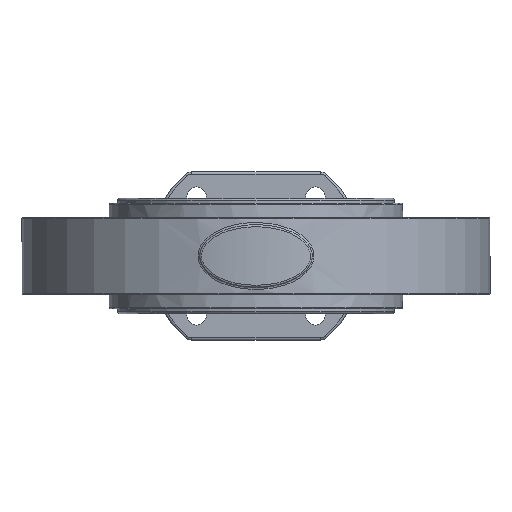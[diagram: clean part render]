
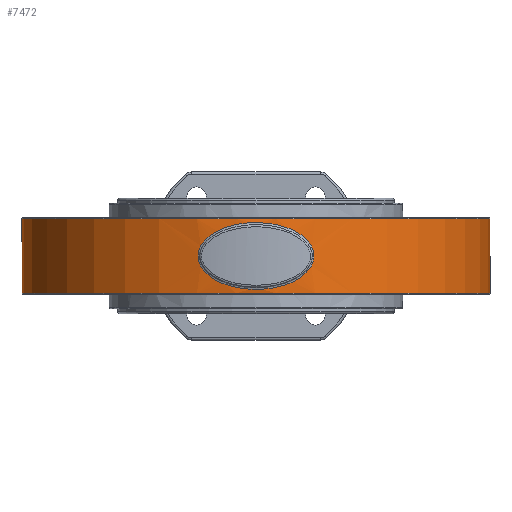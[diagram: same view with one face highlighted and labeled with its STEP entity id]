
A CAD part, front view. The second image highlights one B-rep face of the part: STEP entity #7472.
In plain terms, the highlighted cylindrical face has radius 97.5 mm (diameter 195 mm), a partial arc.
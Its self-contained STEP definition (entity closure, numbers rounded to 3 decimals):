
#141=FACE_BOUND('',#1905,.T.);
#203=CYLINDRICAL_SURFACE('',#8047,97.5);
#450=LINE('',#11741,#900);
#451=LINE('',#11744,#901);
#900=VECTOR('',#9028,10.);
#901=VECTOR('',#9031,10.);
#1463=FACE_OUTER_BOUND('',#1904,.T.);
#1904=EDGE_LOOP('',(#4889,#4890,#4891,#4892));
#1905=EDGE_LOOP('',(#4893,#4894));
#2404=CIRCLE('',#8048,97.5);
#2405=CIRCLE('',#8049,97.5);
#2856=B_SPLINE_CURVE_WITH_KNOTS('',3,(#11217,#11218,#11219,#11220),
 .UNSPECIFIED.,.F.,.F.,(4,4),(-6.138,-6.105),
 .UNSPECIFIED.);
#2862=B_SPLINE_CURVE_WITH_KNOTS('',3,(#11712,#11713,#11714,#11715,#11716,
#11717,#11718,#11719,#11720,#11721,#11722,#11723,#11724,#11725,#11726,#11727,
#11728,#11729,#11730,#11731,#11732,#11733,#11734,#11735),.UNSPECIFIED.,
 .F.,.F.,(4,1,1,1,1,1,1,1,1,1,1,1,1,1,1,1,1,1,1,1,1,4),(-6.105,
-5.667,-5.23,-4.356,-3.481,
-2.607,-2.024,-1.441,-0.858,
-0.275,0.016,0.308,0.599,
0.891,1.474,2.057,2.64,3.223,
4.389,5.263,5.7,6.138),
 .UNSPECIFIED.);
#3014=VERTEX_POINT('',#11210);
#3016=VERTEX_POINT('',#11216);
#3073=VERTEX_POINT('',#11737);
#3074=VERTEX_POINT('',#11738);
#3075=VERTEX_POINT('',#11740);
#3076=VERTEX_POINT('',#11742);
#3701=EDGE_CURVE('',#3014,#3016,#2856,.T.);
#3767=EDGE_CURVE('',#3016,#3014,#2862,.T.);
#3768=EDGE_CURVE('',#3073,#3074,#2404,.T.);
#3769=EDGE_CURVE('',#3075,#3073,#450,.T.);
#3770=EDGE_CURVE('',#3076,#3075,#2405,.T.);
#3771=EDGE_CURVE('',#3074,#3076,#451,.T.);
#4889=ORIENTED_EDGE('',*,*,#3768,.F.);
#4890=ORIENTED_EDGE('',*,*,#3769,.F.);
#4891=ORIENTED_EDGE('',*,*,#3770,.F.);
#4892=ORIENTED_EDGE('',*,*,#3771,.F.);
#4893=ORIENTED_EDGE('',*,*,#3767,.F.);
#4894=ORIENTED_EDGE('',*,*,#3701,.F.);
#7472=ADVANCED_FACE('',(#1463,#141),#203,.T.);
#8047=AXIS2_PLACEMENT_3D('',#11736,#9024,#9025);
#8048=AXIS2_PLACEMENT_3D('',#11739,#9026,#9027);
#8049=AXIS2_PLACEMENT_3D('',#11743,#9029,#9030);
#9024=DIRECTION('center_axis',(0.,0.,1.));
#9025=DIRECTION('ref_axis',(0.,-1.,0.));
#9026=DIRECTION('center_axis',(0.,0.,1.));
#9027=DIRECTION('ref_axis',(0.,-1.,0.));
#9028=DIRECTION('',(0.,0.,1.));
#9029=DIRECTION('center_axis',(0.,0.,-1.));
#9030=DIRECTION('ref_axis',(0.,-1.,0.));
#9031=DIRECTION('',(0.,0.,-1.));
#11210=CARTESIAN_POINT('',(24.109,-94.472,-0.327));
#11216=CARTESIAN_POINT('',(24.115,-94.471,0.003));
#11217=CARTESIAN_POINT('Ctrl Pts',(24.109,-94.472,-0.327));
#11218=CARTESIAN_POINT('Ctrl Pts',(24.113,-94.471,-0.217));
#11219=CARTESIAN_POINT('Ctrl Pts',(24.115,-94.471,-0.107));
#11220=CARTESIAN_POINT('Ctrl Pts',(24.115,-94.471,0.003));
#11712=CARTESIAN_POINT('Ctrl Pts',(24.115,-94.471,0.003));
#11713=CARTESIAN_POINT('Ctrl Pts',(24.115,-94.471,1.46));
#11714=CARTESIAN_POINT('Ctrl Pts',(23.289,-94.686,4.362));
#11715=CARTESIAN_POINT('Ctrl Pts',(19.482,-95.58,8.794));
#11716=CARTESIAN_POINT('Ctrl Pts',(13.006,-96.752,12.157));
#11717=CARTESIAN_POINT('Ctrl Pts',(4.463,-97.527,13.979));
#11718=CARTESIAN_POINT('Ctrl Pts',(-3.331,-97.536,
13.994));
#11719=CARTESIAN_POINT('Ctrl Pts',(-10.016,-97.039,12.835));
#11720=CARTESIAN_POINT('Ctrl Pts',(-15.487,-96.312,
10.927));
#11721=CARTESIAN_POINT('Ctrl Pts',(-20.4,-95.379,
7.926));
#11722=CARTESIAN_POINT('Ctrl Pts',(-23.495,-94.631,
4.053));
#11723=CARTESIAN_POINT('Ctrl Pts',(-24.294,-94.424,
0.164));
#11724=CARTESIAN_POINT('Ctrl Pts',(-23.817,-94.548,
-2.754));
#11725=CARTESIAN_POINT('Ctrl Pts',(-22.444,-94.887,-5.355));
#11726=CARTESIAN_POINT('Ctrl Pts',(-19.84,-95.479,
-8.218));
#11727=CARTESIAN_POINT('Ctrl Pts',(-15.777,-96.265,
-10.8));
#11728=CARTESIAN_POINT('Ctrl Pts',(-10.307,-97.008,
-12.756));
#11729=CARTESIAN_POINT('Ctrl Pts',(-4.62,-97.448,
-13.798));
#11730=CARTESIAN_POINT('Ctrl Pts',(3.17,-97.586,-14.095));
#11731=CARTESIAN_POINT('Ctrl Pts',(11.822,-96.948,-12.69));
#11732=CARTESIAN_POINT('Ctrl Pts',(19.218,-95.635,-8.979));
#11733=CARTESIAN_POINT('Ctrl Pts',(23.117,-94.729,-4.644));
#11734=CARTESIAN_POINT('Ctrl Pts',(24.051,-94.487,-1.785));
#11735=CARTESIAN_POINT('Ctrl Pts',(24.109,-94.472,-0.327));
#11736=CARTESIAN_POINT('Origin',(0.,0.,0.));
#11737=CARTESIAN_POINT('',(-60.939,76.11,15.5));
#11738=CARTESIAN_POINT('',(60.939,76.11,15.5));
#11739=CARTESIAN_POINT('Origin',(0.,0.,15.5));
#11740=CARTESIAN_POINT('',(-60.939,76.11,-15.5));
#11741=CARTESIAN_POINT('',(-60.939,76.11,0.));
#11742=CARTESIAN_POINT('',(60.939,76.11,-15.5));
#11743=CARTESIAN_POINT('Origin',(0.,0.,-15.5));
#11744=CARTESIAN_POINT('',(60.939,76.11,0.));
